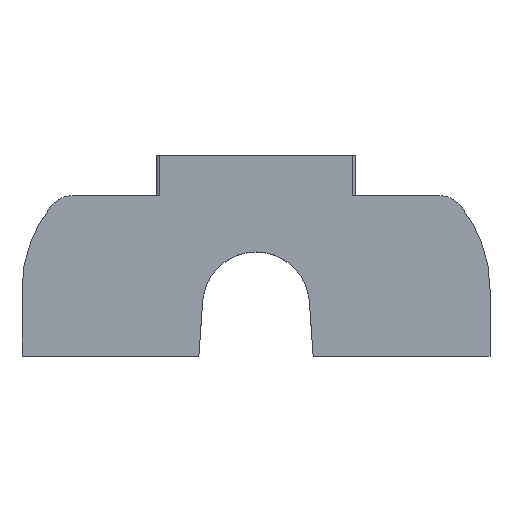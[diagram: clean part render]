
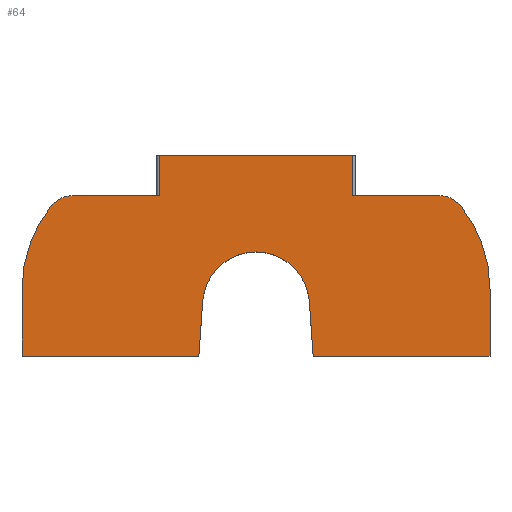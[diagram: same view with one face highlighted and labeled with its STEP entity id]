
A CAD part, top view. The second image highlights one B-rep face of the part: STEP entity #64.
In plain terms, the highlighted planar face has unit normal (0, 0, 1).
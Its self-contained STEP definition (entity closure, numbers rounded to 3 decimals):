
#3 = VERTEX_POINT ( 'NONE', #58 ) ;
#9 = EDGE_CURVE ( 'NONE', #587, #3, #366, .T. ) ;
#10 = LINE ( 'NONE', #750, #451 ) ;
#18 = CARTESIAN_POINT ( 'NONE',  ( 0., 12., 3. ) ) ;
#29 = DIRECTION ( 'NONE',  ( 1., 0., 0. ) ) ;
#33 = ORIENTED_EDGE ( 'NONE', *, *, #385, .T. ) ;
#36 = AXIS2_PLACEMENT_3D ( 'NONE', #593, #592, #580 ) ;
#49 = VERTEX_POINT ( 'NONE', #654 ) ;
#58 = CARTESIAN_POINT ( 'NONE',  ( 13.745, 12., 3. ) ) ;
#64 = ADVANCED_FACE ( 'NONE', ( #263 ), #207, .F. ) ;
#71 = EDGE_CURVE ( 'NONE', #587, #474, #248, .T. ) ;
#73 = VECTOR ( 'NONE', #196, 1000. ) ;
#79 = EDGE_CURVE ( 'NONE', #709, #474, #238, .T. ) ;
#81 = CIRCLE ( 'NONE', #716, 10. ) ;
#83 = ORIENTED_EDGE ( 'NONE', *, *, #780, .T. ) ;
#87 = CARTESIAN_POINT ( 'NONE',  ( -13.745, 12., 3. ) ) ;
#89 = LINE ( 'NONE', #267, #73 ) ;
#95 = ORIENTED_EDGE ( 'NONE', *, *, #663, .F. ) ;
#120 = CARTESIAN_POINT ( 'NONE',  ( 7.225, 12., 3. ) ) ;
#123 = DIRECTION ( 'NONE',  ( -1., 0., 0. ) ) ;
#129 = DIRECTION ( 'NONE',  ( 0., 0., 1. ) ) ;
#130 = VERTEX_POINT ( 'NONE', #596 ) ;
#132 = CARTESIAN_POINT ( 'NONE',  ( -7.5, 5., 3. ) ) ;
#141 = CARTESIAN_POINT ( 'NONE',  ( 7.225, 0., 3. ) ) ;
#158 = CARTESIAN_POINT ( 'NONE',  ( -7.225, 0., 3. ) ) ;
#169 = VERTEX_POINT ( 'NONE', #742 ) ;
#180 = VERTEX_POINT ( 'NONE', #753 ) ;
#181 = ORIENTED_EDGE ( 'NONE', *, *, #333, .F. ) ;
#187 = EDGE_CURVE ( 'NONE', #872, #130, #10, .T. ) ;
#188 = VECTOR ( 'NONE', #229, 1000. ) ;
#191 = ORIENTED_EDGE ( 'NONE', *, *, #9, .F. ) ;
#196 = DIRECTION ( 'NONE',  ( 0., 1., 0. ) ) ;
#201 = AXIS2_PLACEMENT_3D ( 'NONE', #914, #874, #869 ) ;
#205 = CARTESIAN_POINT ( 'NONE',  ( -17.5, 5., 3. ) ) ;
#207 = PLANE ( 'NONE',  #545 ) ;
#210 = ORIENTED_EDGE ( 'NONE', *, *, #330, .T. ) ;
#229 = DIRECTION ( 'NONE',  ( 1., 0., 0. ) ) ;
#231 = DIRECTION ( 'NONE',  ( 0., 1., 0. ) ) ;
#236 = CIRCLE ( 'NONE', #36, 10. ) ;
#238 = LINE ( 'NONE', #297, #188 ) ;
#240 = AXIS2_PLACEMENT_3D ( 'NONE', #438, #490, #655 ) ;
#248 = LINE ( 'NONE', #141, #345 ) ;
#261 = EDGE_CURVE ( 'NONE', #709, #510, #857, .T. ) ;
#263 = FACE_OUTER_BOUND ( 'NONE', #301, .T. ) ;
#267 = CARTESIAN_POINT ( 'NONE',  ( 17.5, 0., 3. ) ) ;
#272 = VECTOR ( 'NONE', #29, 1000. ) ;
#287 = DIRECTION ( 'NONE',  ( -1., 0., 0. ) ) ;
#297 = CARTESIAN_POINT ( 'NONE',  ( -17.5, 15., 3. ) ) ;
#301 = EDGE_LOOP ( 'NONE', ( #313, #884, #191, #386, #338, #621, #210, #33, #525, #848, #452, #95, #181, #671, #83, #453 ) ) ;
#309 = DIRECTION ( 'NONE',  ( -0.07, -0.998, 0. ) ) ;
#313 = ORIENTED_EDGE ( 'NONE', *, *, #442, .T. ) ;
#330 = EDGE_CURVE ( 'NONE', #510, #910, #707, .T. ) ;
#333 = EDGE_CURVE ( 'NONE', #130, #49, #827, .T. ) ;
#338 = ORIENTED_EDGE ( 'NONE', *, *, #79, .F. ) ;
#342 = DIRECTION ( 'NONE',  ( 0., 0., -1. ) ) ;
#345 = VECTOR ( 'NONE', #231, 1000. ) ;
#366 = LINE ( 'NONE', #18, #272 ) ;
#367 = AXIS2_PLACEMENT_3D ( 'NONE', #898, #894, #890 ) ;
#385 = EDGE_CURVE ( 'NONE', #910, #840, #658, .T. ) ;
#386 = ORIENTED_EDGE ( 'NONE', *, *, #71, .T. ) ;
#393 = CARTESIAN_POINT ( 'NONE',  ( -3.99, 4.079, 3. ) ) ;
#438 = CARTESIAN_POINT ( 'NONE',  ( 0., 3.8, 3. ) ) ;
#442 = EDGE_CURVE ( 'NONE', #748, #726, #236, .T. ) ;
#451 = VECTOR ( 'NONE', #801, 1000. ) ;
#452 = ORIENTED_EDGE ( 'NONE', *, *, #798, .T. ) ;
#453 = ORIENTED_EDGE ( 'NONE', *, *, #560, .T. ) ;
#458 = VECTOR ( 'NONE', #740, 1000. ) ;
#459 = CARTESIAN_POINT ( 'NONE',  ( 4.275, 0., 3. ) ) ;
#468 = CARTESIAN_POINT ( 'NONE',  ( -17.5, 0., 3. ) ) ;
#474 = VERTEX_POINT ( 'NONE', #597 ) ;
#480 = CARTESIAN_POINT ( 'NONE',  ( -15.306, 11.25, 3. ) ) ;
#490 = DIRECTION ( 'NONE',  ( 0., 0., 1. ) ) ;
#510 = VERTEX_POINT ( 'NONE', #572 ) ;
#513 = DIRECTION ( 'NONE',  ( -1., 0., 0. ) ) ;
#525 = ORIENTED_EDGE ( 'NONE', *, *, #573, .T. ) ;
#526 = CARTESIAN_POINT ( 'NONE',  ( 0., 0., 3. ) ) ;
#527 = CARTESIAN_POINT ( 'NONE',  ( 15.306, 11.25, 3. ) ) ;
#533 = CARTESIAN_POINT ( 'NONE',  ( 17.5, 5., 3. ) ) ;
#545 = AXIS2_PLACEMENT_3D ( 'NONE', #526, #342, #287 ) ;
#560 = EDGE_CURVE ( 'NONE', #169, #748, #89, .T. ) ;
#561 = VECTOR ( 'NONE', #769, 1000. ) ;
#572 = CARTESIAN_POINT ( 'NONE',  ( -7.225, 12., 3. ) ) ;
#573 = EDGE_CURVE ( 'NONE', #840, #652, #81, .T. ) ;
#580 = DIRECTION ( 'NONE',  ( -1., 0., 0. ) ) ;
#582 = VECTOR ( 'NONE', #913, 1000. ) ;
#587 = VERTEX_POINT ( 'NONE', #120 ) ;
#588 = DIRECTION ( 'NONE',  ( 0., -1., 0. ) ) ;
#592 = DIRECTION ( 'NONE',  ( 0., 0., 1. ) ) ;
#593 = CARTESIAN_POINT ( 'NONE',  ( 7.5, 5., 3. ) ) ;
#596 = CARTESIAN_POINT ( 'NONE',  ( 3.99, 4.079, 3. ) ) ;
#597 = CARTESIAN_POINT ( 'NONE',  ( 7.225, 15., 3. ) ) ;
#618 = LINE ( 'NONE', #628, #458 ) ;
#621 = ORIENTED_EDGE ( 'NONE', *, *, #261, .T. ) ;
#628 = CARTESIAN_POINT ( 'NONE',  ( 13.1, 0., 3. ) ) ;
#649 = CARTESIAN_POINT ( 'NONE',  ( 0., 12., 3. ) ) ;
#652 = VERTEX_POINT ( 'NONE', #205 ) ;
#654 = CARTESIAN_POINT ( 'NONE',  ( -3.99, 4.079, 3. ) ) ;
#655 = DIRECTION ( 'NONE',  ( 1., 0., 0. ) ) ;
#656 = LINE ( 'NONE', #846, #561 ) ;
#658 = CIRCLE ( 'NONE', #201, 2. ) ;
#663 = EDGE_CURVE ( 'NONE', #49, #180, #792, .T. ) ;
#668 = CIRCLE ( 'NONE', #367, 2. ) ;
#669 = CARTESIAN_POINT ( 'NONE',  ( -7.225, 15., 3. ) ) ;
#671 = ORIENTED_EDGE ( 'NONE', *, *, #187, .F. ) ;
#706 = VECTOR ( 'NONE', #513, 1000. ) ;
#707 = LINE ( 'NONE', #649, #706 ) ;
#709 = VERTEX_POINT ( 'NONE', #669 ) ;
#715 = LINE ( 'NONE', #886, #582 ) ;
#716 = AXIS2_PLACEMENT_3D ( 'NONE', #132, #129, #123 ) ;
#726 = VERTEX_POINT ( 'NONE', #527 ) ;
#740 = DIRECTION ( 'NONE',  ( 1., 0., 0. ) ) ;
#741 = EDGE_CURVE ( 'NONE', #726, #3, #668, .T. ) ;
#742 = CARTESIAN_POINT ( 'NONE',  ( 17.5, 0., 3. ) ) ;
#748 = VERTEX_POINT ( 'NONE', #533 ) ;
#750 = CARTESIAN_POINT ( 'NONE',  ( 3.99, 4.079, 3. ) ) ;
#753 = CARTESIAN_POINT ( 'NONE',  ( -4.275, 0., 3. ) ) ;
#757 = EDGE_CURVE ( 'NONE', #862, #652, #715, .T. ) ;
#769 = DIRECTION ( 'NONE',  ( 1., 0., 0. ) ) ;
#780 = EDGE_CURVE ( 'NONE', #872, #169, #656, .T. ) ;
#792 = LINE ( 'NONE', #393, #824 ) ;
#798 = EDGE_CURVE ( 'NONE', #862, #180, #618, .T. ) ;
#801 = DIRECTION ( 'NONE',  ( -0.07, 0.998, 0. ) ) ;
#824 = VECTOR ( 'NONE', #309, 1000. ) ;
#827 = CIRCLE ( 'NONE', #240, 4. ) ;
#840 = VERTEX_POINT ( 'NONE', #480 ) ;
#846 = CARTESIAN_POINT ( 'NONE',  ( 13.1, 0., 3. ) ) ;
#847 = VECTOR ( 'NONE', #588, 1000. ) ;
#848 = ORIENTED_EDGE ( 'NONE', *, *, #757, .F. ) ;
#857 = LINE ( 'NONE', #158, #847 ) ;
#862 = VERTEX_POINT ( 'NONE', #468 ) ;
#869 = DIRECTION ( 'NONE',  ( -1., 0., 0. ) ) ;
#872 = VERTEX_POINT ( 'NONE', #459 ) ;
#874 = DIRECTION ( 'NONE',  ( 0., 0., 1. ) ) ;
#884 = ORIENTED_EDGE ( 'NONE', *, *, #741, .T. ) ;
#886 = CARTESIAN_POINT ( 'NONE',  ( -17.5, 0., 3. ) ) ;
#890 = DIRECTION ( 'NONE',  ( -1., 0., 0. ) ) ;
#894 = DIRECTION ( 'NONE',  ( 0., 0., 1. ) ) ;
#898 = CARTESIAN_POINT ( 'NONE',  ( 13.745, 10., 3. ) ) ;
#910 = VERTEX_POINT ( 'NONE', #87 ) ;
#913 = DIRECTION ( 'NONE',  ( 0., 1., 0. ) ) ;
#914 = CARTESIAN_POINT ( 'NONE',  ( -13.745, 10., 3. ) ) ;
